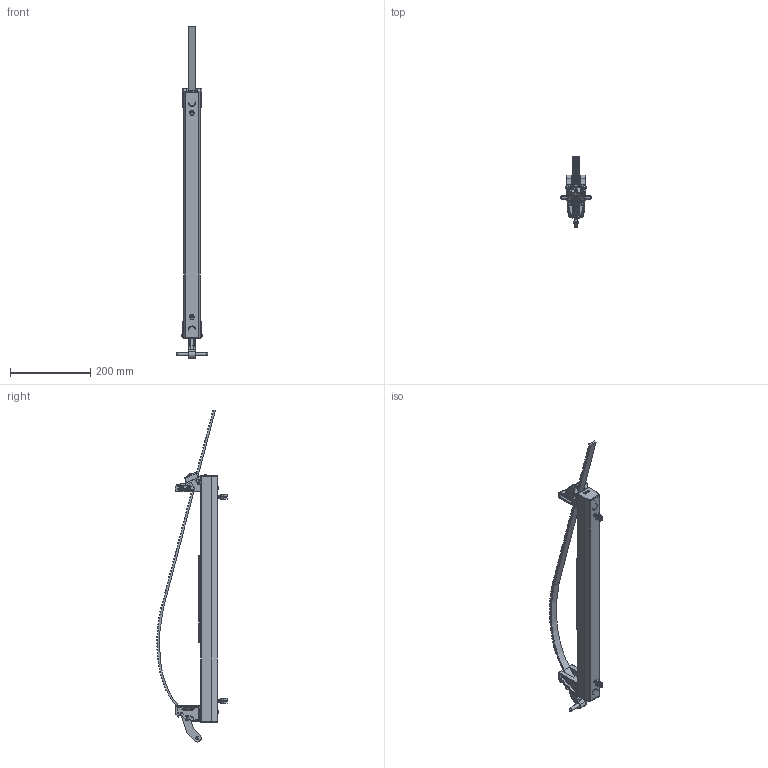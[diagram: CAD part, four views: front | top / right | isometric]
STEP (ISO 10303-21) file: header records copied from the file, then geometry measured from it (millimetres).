
FILE_DESCRIPTION (( 'STEP AP203' ), '1' );
FILE_NAME ('K5006HDL.STEP', '2020-02-27T21:20:43', ( 'admin' ), ( 'Hewlett-Packard Company' ), 'SwSTEP 2.0', 'SolidWorks 2019', '' );
FILE_SCHEMA (( 'CONFIG_CONTROL_DESIGN' ));
Length unit declared in the file: inch
Products named in the file (17): 1006-3-  _in dual trac; 7029_20; 2020-24; 2020EC; 1006-904.RA_PAC STRUT; 3017_HFBOLT 0.25-20x1.25x0.75-C; 2018; K5006HDL; 2069LN_MSHXNUT 0.250-20-S-N; 2004-1; 2035n_20; 2003UP; 2049; 1006-903.RA; 2008-1 - IN USE; 7016; 2005 RB
Assembly tree (26 placements, depth 3):
  K5006HDL
    2008-1 - IN USE
    1006-3-  _in dual trac
    2020-24
    2035n_20
      3017_HFBOLT 0.25-20x1.25x0.75-C  x2
      2069LN_MSHXNUT 0.250-20-S-N  x2
    7029_20
      2049  x2
      7016  x2
    2020EC  x2
    1006-903.RA
      3017_HFBOLT 0.25-20x1.25x0.75-C  x3
      2018
      2004-1
      2003UP
    1006-904.RA_PAC STRUT
      2005 RB
      3017_HFBOLT 0.25-20x1.25x0.75-C
      2018
Bounding box: 78.89 x 175.13 x 826.92 mm (x, y, z)
Volume: 538435.8 mm3; surface area: 319933.1 mm2
Topology: 27 solids, 27 shells, 3591 faces, 9304 edges, 5864 vertices
Faces by surface type: plane 1256, cylinder 904, cone 696, bspline 529, torus 180, sphere 26
Entity records: 102059 total; most frequent: CARTESIAN_POINT 43502, ORIENTED_EDGE 12460, DIRECTION 10688, EDGE_CURVE 6230, VERTEX_POINT 3975, VECTOR 3600, LINE 3600, AXIS2_PLACEMENT_3D 3544
